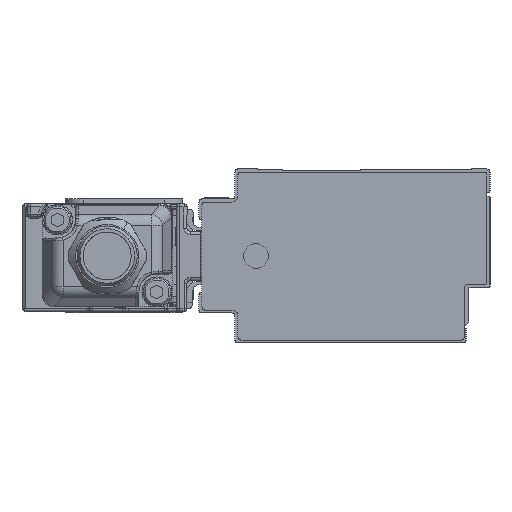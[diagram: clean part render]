
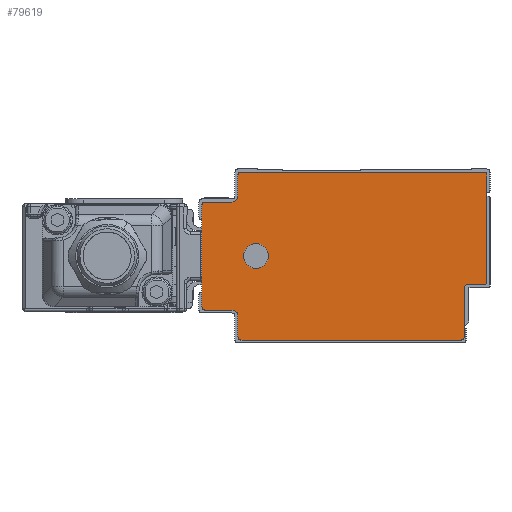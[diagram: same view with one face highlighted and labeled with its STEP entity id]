
A CAD part, left-side view. The second image highlights one B-rep face of the part: STEP entity #79619.
In plain terms, the highlighted planar face has unit normal (-1, 0, 0).
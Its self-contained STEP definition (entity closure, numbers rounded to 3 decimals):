
#78285=AXIS2_PLACEMENT_3D('Circle Axis2P3D',#78283,#78284,$) ;
#78323=AXIS2_PLACEMENT_3D('Circle Axis2P3D',#78321,#78322,$) ;
#78361=AXIS2_PLACEMENT_3D('Circle Axis2P3D',#78359,#78360,$) ;
#78399=AXIS2_PLACEMENT_3D('Circle Axis2P3D',#78397,#78398,$) ;
#79489=AXIS2_PLACEMENT_3D('Circle Axis2P3D',#79487,#79488,$) ;
#79509=AXIS2_PLACEMENT_3D('Plane Axis2P3D',#79506,#79507,#79508) ;
#79513=AXIS2_PLACEMENT_3D('Circle Axis2P3D',#79511,#79512,$) ;
#79527=AXIS2_PLACEMENT_3D('Circle Axis2P3D',#79525,#79526,$) ;
#79541=AXIS2_PLACEMENT_3D('Circle Axis2P3D',#79539,#79540,$) ;
#79555=AXIS2_PLACEMENT_3D('Circle Axis2P3D',#79553,#79554,$) ;
#79569=AXIS2_PLACEMENT_3D('Circle Axis2P3D',#79567,#79568,$) ;
#79603=AXIS2_PLACEMENT_3D('Circle Axis2P3D',#79601,#79602,$) ;
#79612=AXIS2_PLACEMENT_3D('Circle Axis2P3D',#79610,#79611,$) ;
#78241=CARTESIAN_POINT('Line Origine',(-375.5,-3.5,19.1)) ;
#78245=CARTESIAN_POINT('Vertex',(-375.5,-3.5,28.)) ;
#78247=CARTESIAN_POINT('Vertex',(-375.5,-3.5,10.2)) ;
#78283=CARTESIAN_POINT('Axis2P3D Location',(-375.5,-3.,28.)) ;
#78287=CARTESIAN_POINT('Vertex',(-375.5,-3.,28.5)) ;
#78302=CARTESIAN_POINT('Line Origine',(-375.5,17.25,28.5)) ;
#78306=CARTESIAN_POINT('Vertex',(-375.5,37.5,28.5)) ;
#78321=CARTESIAN_POINT('Axis2P3D Location',(-375.5,37.5,28.)) ;
#78325=CARTESIAN_POINT('Vertex',(-375.5,38.,28.)) ;
#78340=CARTESIAN_POINT('Line Origine',(-375.5,38.,26.25)) ;
#78344=CARTESIAN_POINT('Vertex',(-375.5,38.,24.5)) ;
#78359=CARTESIAN_POINT('Axis2P3D Location',(-375.5,39.,24.5)) ;
#78363=CARTESIAN_POINT('Vertex',(-375.5,39.,23.5)) ;
#78378=CARTESIAN_POINT('Line Origine',(-375.5,41.25,23.5)) ;
#78382=CARTESIAN_POINT('Vertex',(-375.5,43.5,23.5)) ;
#78397=CARTESIAN_POINT('Axis2P3D Location',(-375.5,43.5,23.)) ;
#78401=CARTESIAN_POINT('Vertex',(-375.5,44.,23.)) ;
#78416=CARTESIAN_POINT('Line Origine',(-375.5,44.,14.5)) ;
#78420=CARTESIAN_POINT('Vertex',(-375.5,44.,6.)) ;
#79487=CARTESIAN_POINT('Axis2P3D Location',(-375.5,-3.,10.2)) ;
#79491=CARTESIAN_POINT('Vertex',(-375.5,-3.,9.7)) ;
#79506=CARTESIAN_POINT('Axis2P3D Location',(-375.5,0.,0.)) ;
#79511=CARTESIAN_POINT('Axis2P3D Location',(-375.5,43.5,6.)) ;
#79515=CARTESIAN_POINT('Vertex',(-375.5,43.5,5.5)) ;
#79518=CARTESIAN_POINT('Line Origine',(-375.5,41.25,5.5)) ;
#79522=CARTESIAN_POINT('Vertex',(-375.5,39.,5.5)) ;
#79525=CARTESIAN_POINT('Axis2P3D Location',(-375.5,39.,4.5)) ;
#79529=CARTESIAN_POINT('Vertex',(-375.5,38.,4.5)) ;
#79532=CARTESIAN_POINT('Line Origine',(-375.5,38.,2.75)) ;
#79536=CARTESIAN_POINT('Vertex',(-375.5,38.,1.)) ;
#79539=CARTESIAN_POINT('Axis2P3D Location',(-375.5,37.5,1.)) ;
#79543=CARTESIAN_POINT('Vertex',(-375.5,37.5,0.5)) ;
#79546=CARTESIAN_POINT('Line Origine',(-375.5,19.15,0.5)) ;
#79550=CARTESIAN_POINT('Vertex',(-375.5,0.8,0.5)) ;
#79553=CARTESIAN_POINT('Axis2P3D Location',(-375.5,0.8,1.)) ;
#79557=CARTESIAN_POINT('Vertex',(-375.5,0.3,1.)) ;
#79560=CARTESIAN_POINT('Line Origine',(-375.5,0.3,5.1)) ;
#79564=CARTESIAN_POINT('Vertex',(-375.5,0.3,9.2)) ;
#79567=CARTESIAN_POINT('Axis2P3D Location',(-375.5,-0.2,9.2)) ;
#79571=CARTESIAN_POINT('Vertex',(-375.5,-0.2,9.7)) ;
#79574=CARTESIAN_POINT('Line Origine',(-375.5,-1.6,9.7)) ;
#79601=CARTESIAN_POINT('Axis2P3D Location',(-375.5,35.,14.5)) ;
#79605=CARTESIAN_POINT('Vertex',(-375.5,33.186,13.509)) ;
#79607=CARTESIAN_POINT('Vertex',(-375.5,36.814,15.491)) ;
#79610=CARTESIAN_POINT('Axis2P3D Location',(-375.5,35.,14.5)) ;
#78242=DIRECTION('Vector Direction',(0.,0.,-1.)) ;
#78284=DIRECTION('Axis2P3D Direction',(1.,0.,0.)) ;
#78303=DIRECTION('Vector Direction',(0.,1.,0.)) ;
#78322=DIRECTION('Axis2P3D Direction',(1.,0.,0.)) ;
#78341=DIRECTION('Vector Direction',(0.,0.,1.)) ;
#78360=DIRECTION('Axis2P3D Direction',(1.,0.,0.)) ;
#78379=DIRECTION('Vector Direction',(0.,1.,0.)) ;
#78398=DIRECTION('Axis2P3D Direction',(1.,0.,0.)) ;
#78417=DIRECTION('Vector Direction',(0.,0.,1.)) ;
#79488=DIRECTION('Axis2P3D Direction',(1.,0.,0.)) ;
#79507=DIRECTION('Axis2P3D Direction',(1.,0.,0.)) ;
#79508=DIRECTION('Axis2P3D XDirection',(0.,1.,0.)) ;
#79512=DIRECTION('Axis2P3D Direction',(1.,0.,0.)) ;
#79519=DIRECTION('Vector Direction',(0.,-1.,0.)) ;
#79526=DIRECTION('Axis2P3D Direction',(1.,0.,0.)) ;
#79533=DIRECTION('Vector Direction',(0.,0.,1.)) ;
#79540=DIRECTION('Axis2P3D Direction',(1.,0.,0.)) ;
#79547=DIRECTION('Vector Direction',(0.,-1.,0.)) ;
#79554=DIRECTION('Axis2P3D Direction',(1.,0.,0.)) ;
#79561=DIRECTION('Vector Direction',(0.,0.,-1.)) ;
#79568=DIRECTION('Axis2P3D Direction',(1.,0.,0.)) ;
#79575=DIRECTION('Vector Direction',(0.,1.,0.)) ;
#79602=DIRECTION('Axis2P3D Direction',(1.,0.,0.)) ;
#79611=DIRECTION('Axis2P3D Direction',(1.,0.,0.)) ;
#78243=VECTOR('Line Direction',#78242,1.) ;
#78304=VECTOR('Line Direction',#78303,1.) ;
#78342=VECTOR('Line Direction',#78341,1.) ;
#78380=VECTOR('Line Direction',#78379,1.) ;
#78418=VECTOR('Line Direction',#78417,1.) ;
#79520=VECTOR('Line Direction',#79519,1.) ;
#79534=VECTOR('Line Direction',#79533,1.) ;
#79548=VECTOR('Line Direction',#79547,1.) ;
#79562=VECTOR('Line Direction',#79561,1.) ;
#79576=VECTOR('Line Direction',#79575,1.) ;
#79580=ORIENTED_EDGE('',*,*,#78308,.F.) ;
#79581=ORIENTED_EDGE('',*,*,#78327,.F.) ;
#79582=ORIENTED_EDGE('',*,*,#78346,.F.) ;
#79583=ORIENTED_EDGE('',*,*,#78365,.F.) ;
#79584=ORIENTED_EDGE('',*,*,#78384,.F.) ;
#79585=ORIENTED_EDGE('',*,*,#78403,.F.) ;
#79586=ORIENTED_EDGE('',*,*,#78422,.F.) ;
#79587=ORIENTED_EDGE('',*,*,#79517,.F.) ;
#79588=ORIENTED_EDGE('',*,*,#79524,.F.) ;
#79589=ORIENTED_EDGE('',*,*,#79531,.F.) ;
#79590=ORIENTED_EDGE('',*,*,#79538,.F.) ;
#79591=ORIENTED_EDGE('',*,*,#79545,.F.) ;
#79592=ORIENTED_EDGE('',*,*,#79552,.F.) ;
#79593=ORIENTED_EDGE('',*,*,#79559,.F.) ;
#79594=ORIENTED_EDGE('',*,*,#79566,.F.) ;
#79595=ORIENTED_EDGE('',*,*,#79573,.F.) ;
#79596=ORIENTED_EDGE('',*,*,#79578,.F.) ;
#79597=ORIENTED_EDGE('',*,*,#79493,.F.) ;
#79598=ORIENTED_EDGE('',*,*,#78249,.F.) ;
#79599=ORIENTED_EDGE('',*,*,#78289,.F.) ;
#79616=ORIENTED_EDGE('',*,*,#79609,.T.) ;
#79617=ORIENTED_EDGE('',*,*,#79614,.T.) ;
#79618=FACE_BOUND('',#79615,.T.) ;
#79619=ADVANCED_FACE('\X2\FF8EFF9EFF83FF9EFF68FF70\X0\.2',(#79600,#79618),#79510,.F.) ;
#78286=CIRCLE('generated circle',#78285,0.5) ;
#78324=CIRCLE('generated circle',#78323,0.5) ;
#78362=CIRCLE('generated circle',#78361,1.) ;
#78400=CIRCLE('generated circle',#78399,0.5) ;
#79490=CIRCLE('generated circle',#79489,0.5) ;
#79514=CIRCLE('generated circle',#79513,0.5) ;
#79528=CIRCLE('generated circle',#79527,1.) ;
#79542=CIRCLE('generated circle',#79541,0.5) ;
#79556=CIRCLE('generated circle',#79555,0.5) ;
#79570=CIRCLE('generated circle',#79569,0.5) ;
#79604=CIRCLE('generated circle',#79603,2.067) ;
#79613=CIRCLE('generated circle',#79612,2.067) ;
#78249=EDGE_CURVE('',#78246,#78248,#78244,.T.) ;
#78289=EDGE_CURVE('',#78288,#78246,#78286,.T.) ;
#78308=EDGE_CURVE('',#78307,#78288,#78305,.F.) ;
#78327=EDGE_CURVE('',#78326,#78307,#78324,.T.) ;
#78346=EDGE_CURVE('',#78345,#78326,#78343,.T.) ;
#78365=EDGE_CURVE('',#78364,#78345,#78362,.F.) ;
#78384=EDGE_CURVE('',#78383,#78364,#78381,.F.) ;
#78403=EDGE_CURVE('',#78402,#78383,#78400,.T.) ;
#78422=EDGE_CURVE('',#78421,#78402,#78419,.T.) ;
#79493=EDGE_CURVE('',#78248,#79492,#79490,.T.) ;
#79517=EDGE_CURVE('',#79516,#78421,#79514,.T.) ;
#79524=EDGE_CURVE('',#79523,#79516,#79521,.F.) ;
#79531=EDGE_CURVE('',#79530,#79523,#79528,.F.) ;
#79538=EDGE_CURVE('',#79537,#79530,#79535,.T.) ;
#79545=EDGE_CURVE('',#79544,#79537,#79542,.T.) ;
#79552=EDGE_CURVE('',#79551,#79544,#79549,.F.) ;
#79559=EDGE_CURVE('',#79558,#79551,#79556,.T.) ;
#79566=EDGE_CURVE('',#79565,#79558,#79563,.T.) ;
#79573=EDGE_CURVE('',#79572,#79565,#79570,.F.) ;
#79578=EDGE_CURVE('',#79492,#79572,#79577,.T.) ;
#79609=EDGE_CURVE('',#79606,#79608,#79604,.T.) ;
#79614=EDGE_CURVE('',#79608,#79606,#79613,.T.) ;
#79579=EDGE_LOOP('',(#79580,#79581,#79582,#79583,#79584,#79585,#79586,#79587,#79588,#79589,#79590,#79591,#79592,#79593,#79594,#79595,#79596,#79597,#79598,#79599)) ;
#79615=EDGE_LOOP('',(#79616,#79617)) ;
#79600=FACE_OUTER_BOUND('',#79579,.T.) ;
#78244=LINE('Line',#78241,#78243) ;
#78305=LINE('Line',#78302,#78304) ;
#78343=LINE('Line',#78340,#78342) ;
#78381=LINE('Line',#78378,#78380) ;
#78419=LINE('Line',#78416,#78418) ;
#79521=LINE('Line',#79518,#79520) ;
#79535=LINE('Line',#79532,#79534) ;
#79549=LINE('Line',#79546,#79548) ;
#79563=LINE('Line',#79560,#79562) ;
#79577=LINE('Line',#79574,#79576) ;
#79510=PLANE('Plane',#79509) ;
#78246=VERTEX_POINT('',#78245) ;
#78248=VERTEX_POINT('',#78247) ;
#78288=VERTEX_POINT('',#78287) ;
#78307=VERTEX_POINT('',#78306) ;
#78326=VERTEX_POINT('',#78325) ;
#78345=VERTEX_POINT('',#78344) ;
#78364=VERTEX_POINT('',#78363) ;
#78383=VERTEX_POINT('',#78382) ;
#78402=VERTEX_POINT('',#78401) ;
#78421=VERTEX_POINT('',#78420) ;
#79492=VERTEX_POINT('',#79491) ;
#79516=VERTEX_POINT('',#79515) ;
#79523=VERTEX_POINT('',#79522) ;
#79530=VERTEX_POINT('',#79529) ;
#79537=VERTEX_POINT('',#79536) ;
#79544=VERTEX_POINT('',#79543) ;
#79551=VERTEX_POINT('',#79550) ;
#79558=VERTEX_POINT('',#79557) ;
#79565=VERTEX_POINT('',#79564) ;
#79572=VERTEX_POINT('',#79571) ;
#79606=VERTEX_POINT('',#79605) ;
#79608=VERTEX_POINT('',#79607) ;
